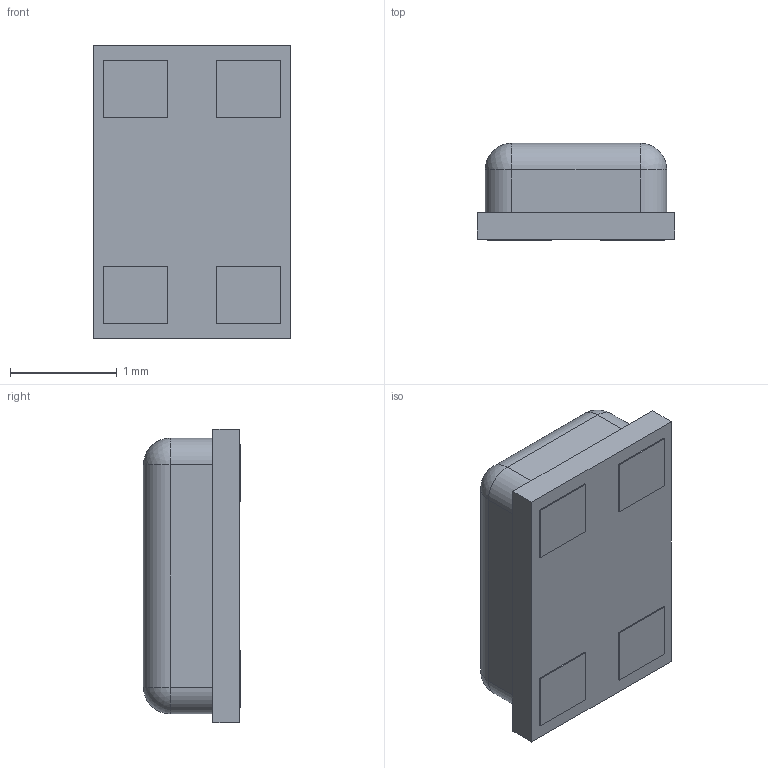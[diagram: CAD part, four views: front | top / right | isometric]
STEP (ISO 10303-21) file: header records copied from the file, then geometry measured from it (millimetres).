
FILE_DESCRIPTION(/* description */ (''),/* implementation_level */ '2;1');
FILE_NAME(/* name */ 'AMM-2742-T-R.ipt.stp',/* time_stamp */ '2020-05-28T12:22:49-04:00',/* author */ ('vandenbroek'),/* organization */ (''),/* preprocessor_version */ 'ST-DEVELOPER v16.1',/* originating_system */ 'Autodesk Inventor 2016',/* authorisation */ '');
FILE_SCHEMA (('AUTOMOTIVE_DESIGN { 1 0 10303 214 3 1 1 }'));
Length unit declared in the file: millimetre
Products named in the file (1): AMM-2742-T-R
Bounding box: 1.85 x 0.91 x 2.75 mm (x, y, z)
Volume: 2.2 mm3; surface area: 32.3 mm2
Topology: 7 solids, 7 shells, 57 faces, 113 edges, 71 vertices
Faces by surface type: plane 43, cylinder 10, sphere 4
Full cylindrical faces by diameter (mm): 0.5 x2
Entity records: 1536 total; most frequent: DIRECTION 246, CARTESIAN_POINT 240, ORIENTED_EDGE 224, EDGE_CURVE 111, LINE 92, VECTOR 92, AXIS2_PLACEMENT_3D 77, VERTEX_POINT 71
